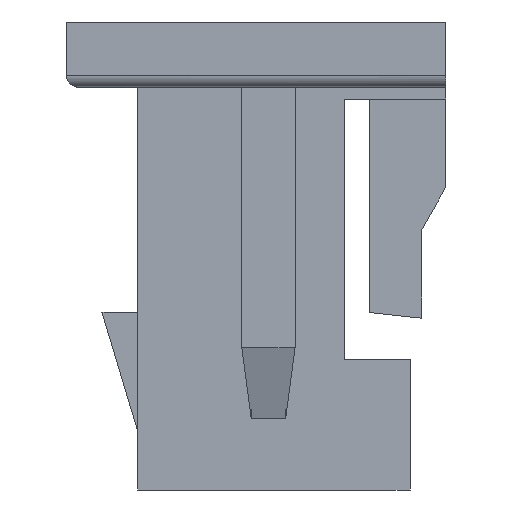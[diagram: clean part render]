
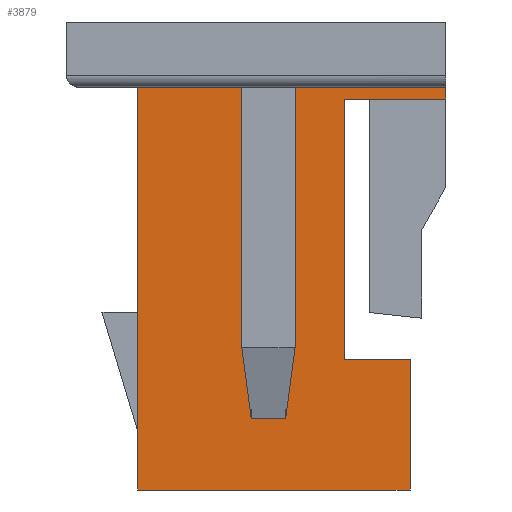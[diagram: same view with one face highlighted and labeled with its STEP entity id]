
A CAD part, left-side view. The second image highlights one B-rep face of the part: STEP entity #3879.
In plain terms, the highlighted planar face has unit normal (-1, 0, 0).
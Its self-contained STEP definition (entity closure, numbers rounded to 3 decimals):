
#633=ORIENTED_EDGE('',*,*,#1278,.F.);
#634=ORIENTED_EDGE('',*,*,#1602,.T.);
#635=ORIENTED_EDGE('',*,*,#1603,.T.);
#636=ORIENTED_EDGE('',*,*,#1604,.F.);
#637=ORIENTED_EDGE('',*,*,#1235,.F.);
#638=ORIENTED_EDGE('',*,*,#1191,.F.);
#639=ORIENTED_EDGE('',*,*,#1605,.T.);
#640=ORIENTED_EDGE('',*,*,#1606,.F.);
#641=ORIENTED_EDGE('',*,*,#1607,.F.);
#642=ORIENTED_EDGE('',*,*,#1187,.F.);
#643=ORIENTED_EDGE('',*,*,#1355,.T.);
#644=ORIENTED_EDGE('',*,*,#1318,.F.);
#1187=EDGE_CURVE('',#1752,#1753,#2124,.T.);
#1191=EDGE_CURVE('',#1756,#1757,#2128,.T.);
#1235=EDGE_CURVE('',#1757,#1791,#2168,.T.);
#1278=EDGE_CURVE('',#1830,#1831,#2211,.T.);
#1318=EDGE_CURVE('',#1831,#1862,#2251,.T.);
#1355=EDGE_CURVE('',#1752,#1862,#2288,.T.);
#1602=EDGE_CURVE('',#1830,#2064,#2535,.T.);
#1603=EDGE_CURVE('',#2064,#2065,#2536,.T.);
#1604=EDGE_CURVE('',#1791,#2065,#2537,.T.);
#1605=EDGE_CURVE('',#1756,#2066,#2538,.T.);
#1606=EDGE_CURVE('',#2067,#2066,#2539,.T.);
#1607=EDGE_CURVE('',#1753,#2067,#2540,.T.);
#1752=VERTEX_POINT('',#5183);
#1753=VERTEX_POINT('',#5185);
#1756=VERTEX_POINT('',#5191);
#1757=VERTEX_POINT('',#5193);
#1791=VERTEX_POINT('',#5280);
#1830=VERTEX_POINT('',#5364);
#1831=VERTEX_POINT('',#5366);
#1862=VERTEX_POINT('',#5446);
#2064=VERTEX_POINT('',#5990);
#2065=VERTEX_POINT('',#5992);
#2066=VERTEX_POINT('',#5995);
#2067=VERTEX_POINT('',#5997);
#2124=LINE('',#5184,#2683);
#2128=LINE('',#5192,#2687);
#2168=LINE('',#5279,#2727);
#2211=LINE('',#5365,#2770);
#2251=LINE('',#5445,#2810);
#2288=LINE('',#5513,#2847);
#2535=LINE('',#5989,#3094);
#2536=LINE('',#5991,#3095);
#2537=LINE('',#5993,#3096);
#2538=LINE('',#5994,#3097);
#2539=LINE('',#5996,#3098);
#2540=LINE('',#5998,#3099);
#2683=VECTOR('',#4224,1000.);
#2687=VECTOR('',#4228,1000.);
#2727=VECTOR('',#4294,1000.);
#2770=VECTOR('',#4343,1000.);
#2810=VECTOR('',#4401,1000.);
#2847=VECTOR('',#4440,1000.);
#3094=VECTOR('',#4801,1000.);
#3095=VECTOR('',#4802,1000.);
#3096=VECTOR('',#4803,1000.);
#3097=VECTOR('',#4804,1000.);
#3098=VECTOR('',#4805,1000.);
#3099=VECTOR('',#4806,1000.);
#3317=EDGE_LOOP('',(#633,#634,#635,#636,#637,#638,#639,#640,#641,#642,#643,
#644));
#3510=FACE_BOUND('',#3317,.T.);
#3695=PLANE('',#4087);
#3879=ADVANCED_FACE('',(#3510),#3695,.F.);
#4087=AXIS2_PLACEMENT_3D('',#5988,#4799,#4800);
#4224=DIRECTION('',(0.,-1.,0.));
#4228=DIRECTION('',(0.,-1.,0.));
#4294=DIRECTION('',(0.,0.,-1.));
#4343=DIRECTION('',(0.,0.,-1.));
#4401=DIRECTION('',(0.,1.,0.));
#4440=DIRECTION('',(0.,0.,-1.));
#4799=DIRECTION('',(1.,0.,0.));
#4800=DIRECTION('',(0.,0.,-1.));
#4801=DIRECTION('',(0.,1.,0.));
#4802=DIRECTION('',(0.,0.,1.));
#4803=DIRECTION('',(0.,1.,0.));
#4804=DIRECTION('',(0.,0.,-1.));
#4805=DIRECTION('',(0.,-1.,0.));
#4806=DIRECTION('',(0.,0.,-1.));
#5183=CARTESIAN_POINT('',(-2.725,1.,1.425));
#5184=CARTESIAN_POINT('',(-2.725,1.6,1.425));
#5185=CARTESIAN_POINT('',(-2.725,0.04,1.425));
#5191=CARTESIAN_POINT('',(-2.725,-0.25,1.425));
#5192=CARTESIAN_POINT('',(-2.725,-0.33,1.425));
#5193=CARTESIAN_POINT('',(-2.725,-1.6,1.425));
#5279=CARTESIAN_POINT('',(-2.725,-1.6,1.425));
#5280=CARTESIAN_POINT('',(-2.725,-1.6,1.325));
#5364=CARTESIAN_POINT('',(-2.725,-1.3,-0.875));
#5365=CARTESIAN_POINT('',(-2.725,-1.3,0.));
#5366=CARTESIAN_POINT('',(-2.725,-1.3,-1.975));
#5445=CARTESIAN_POINT('',(-2.725,-1.6,-1.975));
#5446=CARTESIAN_POINT('',(-2.725,1.,-1.975));
#5513=CARTESIAN_POINT('',(-2.725,1.,1.425));
#5988=CARTESIAN_POINT('',(-2.725,0.,0.));
#5989=CARTESIAN_POINT('',(-2.725,-1.85,-0.875));
#5990=CARTESIAN_POINT('',(-2.725,-0.75,-0.875));
#5991=CARTESIAN_POINT('',(-2.725,-0.75,-0.875));
#5992=CARTESIAN_POINT('',(-2.725,-0.75,1.325));
#5993=CARTESIAN_POINT('',(-2.725,-1.85,1.325));
#5994=CARTESIAN_POINT('',(-2.725,-0.25,1.425));
#5995=CARTESIAN_POINT('',(-2.725,-0.25,-1.375));
#5996=CARTESIAN_POINT('',(-2.725,0.12,-1.375));
#5997=CARTESIAN_POINT('',(-2.725,0.04,-1.375));
#5998=CARTESIAN_POINT('',(-2.725,0.04,1.425));
